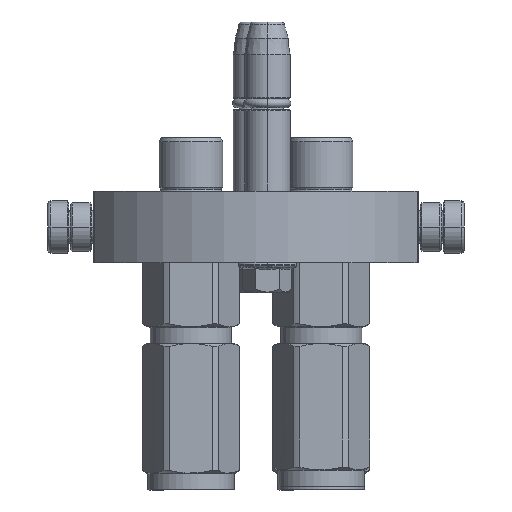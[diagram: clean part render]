
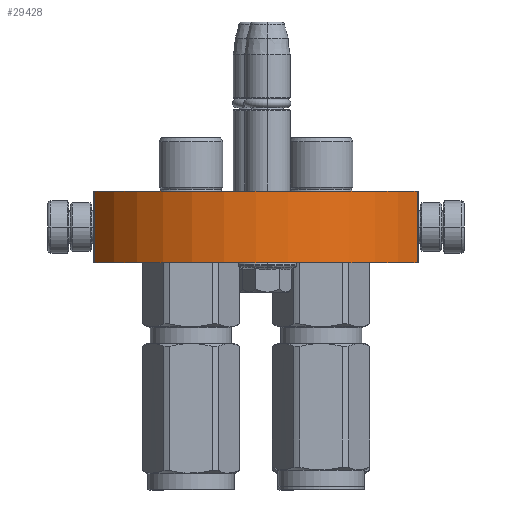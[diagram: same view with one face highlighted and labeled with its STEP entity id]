
A CAD part, left-side view. The second image highlights one B-rep face of the part: STEP entity #29428.
In plain terms, the highlighted cylindrical face has radius 57.25 mm (diameter 114.5 mm), a partial arc.
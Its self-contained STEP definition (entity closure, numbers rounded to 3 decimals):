
#57 = VERTEX_POINT ( 'NONE', #46288 ) ;
#1263 = DIRECTION ( 'NONE',  ( 0.865, 0.502, 0. ) ) ;
#1579 = EDGE_CURVE ( 'NONE', #57, #34374, #45336, .T. ) ;
#3175 = AXIS2_PLACEMENT_3D ( 'NONE', #37511, #37354, #8875 ) ;
#5845 = EDGE_CURVE ( 'NONE', #15602, #34374, #27991, .T. ) ;
#7889 = ORIENTED_EDGE ( 'NONE', *, *, #1579, .F. ) ;
#8718 = CARTESIAN_POINT ( 'NONE',  ( -49.5, 28.763, 22. ) ) ;
#8875 = DIRECTION ( 'NONE',  ( 0.865, 0.502, 0. ) ) ;
#9028 = AXIS2_PLACEMENT_3D ( 'NONE', #21617, #21421, #1263 ) ;
#9989 = VERTEX_POINT ( 'NONE', #31450 ) ;
#10689 = DIRECTION ( 'NONE',  ( 0., 0., 1. ) ) ;
#14543 = AXIS2_PLACEMENT_3D ( 'NONE', #32284, #48080, #27921 ) ;
#15401 = ORIENTED_EDGE ( 'NONE', *, *, #49832, .F. ) ;
#15602 = VERTEX_POINT ( 'NONE', #24403 ) ;
#20402 = VECTOR ( 'NONE', #10689, 1000. ) ;
#21421 = DIRECTION ( 'NONE',  ( 0., 0., 1. ) ) ;
#21617 = CARTESIAN_POINT ( 'NONE',  ( 0., 0., 22. ) ) ;
#22437 = EDGE_CURVE ( 'NONE', #9989, #15602, #49126, .T. ) ;
#24403 = CARTESIAN_POINT ( 'NONE',  ( -49.5, 28.763, 0. ) ) ;
#27921 = DIRECTION ( 'NONE',  ( 1., 0., 0. ) ) ;
#27991 = LINE ( 'NONE', #46828, #44956 ) ;
#28578 = LINE ( 'NONE', #34764, #20402 ) ;
#29428 = ADVANCED_FACE ( 'NONE', ( #34618 ), #33972, .T. ) ;
#31450 = CARTESIAN_POINT ( 'NONE',  ( 49.5, 28.763, 0. ) ) ;
#32284 = CARTESIAN_POINT ( 'NONE',  ( 0., 0., 0. ) ) ;
#33972 = CYLINDRICAL_SURFACE ( 'NONE', #14543, 57.25 ) ;
#34374 = VERTEX_POINT ( 'NONE', #8718 ) ;
#34618 = FACE_OUTER_BOUND ( 'NONE', #47351, .T. ) ;
#34764 = CARTESIAN_POINT ( 'NONE',  ( 49.5, 28.763, 0. ) ) ;
#34895 = DIRECTION ( 'NONE',  ( 0., 0., 1. ) ) ;
#37354 = DIRECTION ( 'NONE',  ( 0., 0., 1. ) ) ;
#37511 = CARTESIAN_POINT ( 'NONE',  ( 0., 0., 0. ) ) ;
#41332 = ORIENTED_EDGE ( 'NONE', *, *, #5845, .T. ) ;
#44956 = VECTOR ( 'NONE', #34895, 1000. ) ;
#45336 = CIRCLE ( 'NONE', #9028, 57.25 ) ;
#46288 = CARTESIAN_POINT ( 'NONE',  ( 49.5, 28.763, 22. ) ) ;
#46828 = CARTESIAN_POINT ( 'NONE',  ( -49.5, 28.763, 0. ) ) ;
#47351 = EDGE_LOOP ( 'NONE', ( #49241, #41332, #7889, #15401 ) ) ;
#48080 = DIRECTION ( 'NONE',  ( 0., 0., -1. ) ) ;
#49126 = CIRCLE ( 'NONE', #3175, 57.25 ) ;
#49241 = ORIENTED_EDGE ( 'NONE', *, *, #22437, .T. ) ;
#49832 = EDGE_CURVE ( 'NONE', #9989, #57, #28578, .T. ) ;
